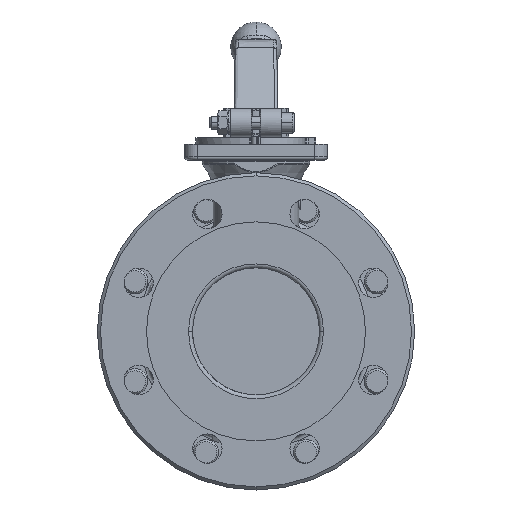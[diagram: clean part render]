
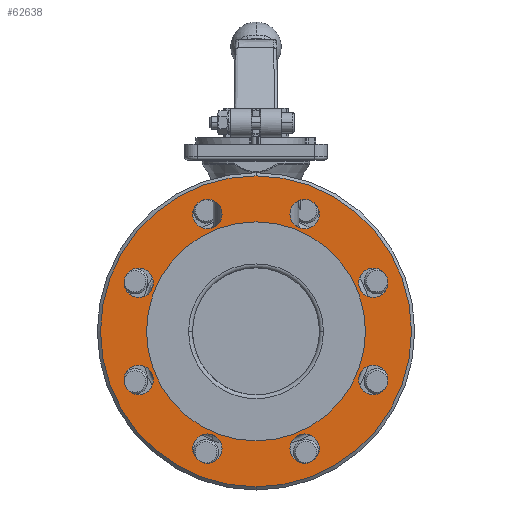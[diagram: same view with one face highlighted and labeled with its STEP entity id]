
A CAD part, left-side view. The second image highlights one B-rep face of the part: STEP entity #62638.
In plain terms, the highlighted planar face has unit normal (-1, 0, 0).
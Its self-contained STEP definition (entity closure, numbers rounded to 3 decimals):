
#52209=CARTESIAN_POINT('',(-68.,-64.66,30.615));
#52210=VERTEX_POINT('',#52209);
#52226=CARTESIAN_POINT('',(-68.,-83.16,30.615));
#52227=VERTEX_POINT('',#52226);
#52234=CARTESIAN_POINT('',(-68.,-73.91,30.615));
#52235=DIRECTION('',(1.,-0.,-0.));
#52236=DIRECTION('',(0.,1.,-0.));
#52237=AXIS2_PLACEMENT_3D('',#52234,#52235,#52236);
#52238=CIRCLE('',#52237,9.25);
#52239=EDGE_CURVE('',#52210,#52227,#52238,.T.);
#52252=CARTESIAN_POINT('',(-68.,-21.365,-73.91));
#52253=VERTEX_POINT('',#52252);
#52269=CARTESIAN_POINT('',(-68.,-39.865,-73.91));
#52270=VERTEX_POINT('',#52269);
#52277=CARTESIAN_POINT('',(-68.,-30.615,-73.91));
#52278=DIRECTION('',(1.,-0.,-0.));
#52279=DIRECTION('',(0.,1.,-0.));
#52280=AXIS2_PLACEMENT_3D('',#52277,#52278,#52279);
#52281=CIRCLE('',#52280,9.25);
#52282=EDGE_CURVE('',#52253,#52270,#52281,.T.);
#52295=CARTESIAN_POINT('',(-68.,83.16,-30.615));
#52296=VERTEX_POINT('',#52295);
#52312=CARTESIAN_POINT('',(-68.,64.66,-30.615));
#52313=VERTEX_POINT('',#52312);
#52320=CARTESIAN_POINT('',(-68.,73.91,-30.615));
#52321=DIRECTION('',(1.,-0.,-0.));
#52322=DIRECTION('',(0.,1.,-0.));
#52323=AXIS2_PLACEMENT_3D('',#52320,#52321,#52322);
#52324=CIRCLE('',#52323,9.25);
#52325=EDGE_CURVE('',#52296,#52313,#52324,.T.);
#52338=CARTESIAN_POINT('',(-68.,39.865,73.91));
#52339=VERTEX_POINT('',#52338);
#52355=CARTESIAN_POINT('',(-68.,21.365,73.91));
#52356=VERTEX_POINT('',#52355);
#52363=CARTESIAN_POINT('',(-68.,30.615,73.91));
#52364=DIRECTION('',(1.,-0.,-0.));
#52365=DIRECTION('',(0.,1.,-0.));
#52366=AXIS2_PLACEMENT_3D('',#52363,#52364,#52365);
#52367=CIRCLE('',#52366,9.25);
#52368=EDGE_CURVE('',#52339,#52356,#52367,.T.);
#52381=CARTESIAN_POINT('',(-68.,83.16,30.615));
#52382=VERTEX_POINT('',#52381);
#52398=CARTESIAN_POINT('',(-68.,64.66,30.615));
#52399=VERTEX_POINT('',#52398);
#52406=CARTESIAN_POINT('',(-68.,73.91,30.615));
#52407=DIRECTION('',(1.,-0.,-0.));
#52408=DIRECTION('',(0.,1.,-0.));
#52409=AXIS2_PLACEMENT_3D('',#52406,#52407,#52408);
#52410=CIRCLE('',#52409,9.25);
#52411=EDGE_CURVE('',#52382,#52399,#52410,.T.);
#52424=CARTESIAN_POINT('',(-68.,39.865,-73.91));
#52425=VERTEX_POINT('',#52424);
#52441=CARTESIAN_POINT('',(-68.,21.365,-73.91));
#52442=VERTEX_POINT('',#52441);
#52449=CARTESIAN_POINT('',(-68.,30.615,-73.91));
#52450=DIRECTION('',(1.,-0.,-0.));
#52451=DIRECTION('',(0.,1.,-0.));
#52452=AXIS2_PLACEMENT_3D('',#52449,#52450,#52451);
#52453=CIRCLE('',#52452,9.25);
#52454=EDGE_CURVE('',#52425,#52442,#52453,.T.);
#52467=CARTESIAN_POINT('',(-68.,-64.66,-30.615));
#52468=VERTEX_POINT('',#52467);
#52484=CARTESIAN_POINT('',(-68.,-83.16,-30.615));
#52485=VERTEX_POINT('',#52484);
#52492=CARTESIAN_POINT('',(-68.,-73.91,-30.615));
#52493=DIRECTION('',(1.,-0.,-0.));
#52494=DIRECTION('',(0.,1.,-0.));
#52495=AXIS2_PLACEMENT_3D('',#52492,#52493,#52494);
#52496=CIRCLE('',#52495,9.25);
#52497=EDGE_CURVE('',#52468,#52485,#52496,.T.);
#52510=CARTESIAN_POINT('',(-68.,-21.365,73.91));
#52511=VERTEX_POINT('',#52510);
#52527=CARTESIAN_POINT('',(-68.,-39.865,73.91));
#52528=VERTEX_POINT('',#52527);
#52535=CARTESIAN_POINT('',(-68.,-30.615,73.91));
#52536=DIRECTION('',(1.,-0.,-0.));
#52537=DIRECTION('',(0.,1.,-0.));
#52538=AXIS2_PLACEMENT_3D('',#52535,#52536,#52537);
#52539=CIRCLE('',#52538,9.25);
#52540=EDGE_CURVE('',#52511,#52528,#52539,.T.);
#52641=CARTESIAN_POINT('',(-68.,0.,69.));
#52642=VERTEX_POINT('',#52641);
#52658=CARTESIAN_POINT('',(-68.,-0.,-69.));
#52659=VERTEX_POINT('',#52658);
#52666=CARTESIAN_POINT('',(-68.,-0.,0.));
#52667=DIRECTION('',(1.,-0.,-0.));
#52668=DIRECTION('',(0.,0.,1.));
#52669=AXIS2_PLACEMENT_3D('',#52666,#52667,#52668);
#52670=CIRCLE('',#52669,69.);
#52671=EDGE_CURVE('',#52642,#52659,#52670,.T.);
#52682=CARTESIAN_POINT('',(-68.,0.,98.));
#52683=VERTEX_POINT('',#52682);
#52692=CARTESIAN_POINT('',(-68.,-0.,-98.));
#52693=VERTEX_POINT('',#52692);
#52694=CARTESIAN_POINT('',(-68.,-0.,0.));
#52695=DIRECTION('',(1.,0.,-0.));
#52696=DIRECTION('',(0.,0.,1.));
#52697=AXIS2_PLACEMENT_3D('',#52694,#52695,#52696);
#52698=CIRCLE('',#52697,98.);
#52699=EDGE_CURVE('',#52683,#52693,#52698,.T.);
#62528=CARTESIAN_POINT('',(-68.,-0.,0.));
#62529=DIRECTION('',(1.,0.,-0.));
#62530=DIRECTION('',(0.,0.,1.));
#62531=AXIS2_PLACEMENT_3D('',#62528,#62529,#62530);
#62532=CIRCLE('',#62531,98.);
#62533=EDGE_CURVE('',#52693,#52683,#62532,.T.);
#62539=CARTESIAN_POINT('',(-68.,0.,83.5));
#62540=DIRECTION('',(-1.,0.,0.));
#62541=DIRECTION('',(0.,-1.,0.));
#62542=AXIS2_PLACEMENT_3D('',#62539,#62540,#62541);
#62543=PLANE('',#62542);
#62544=ORIENTED_EDGE('',*,*,#62533,.F.);
#62545=ORIENTED_EDGE('',*,*,#52699,.F.);
#62546=EDGE_LOOP('',(#62544,#62545));
#62547=FACE_BOUND('',#62546,.T.);
#62548=CARTESIAN_POINT('',(-68.,-73.91,30.615));
#62549=DIRECTION('',(1.,-0.,-0.));
#62550=DIRECTION('',(0.,1.,-0.));
#62551=AXIS2_PLACEMENT_3D('',#62548,#62549,#62550);
#62552=CIRCLE('',#62551,9.25);
#62553=EDGE_CURVE('',#52227,#52210,#62552,.T.);
#62554=ORIENTED_EDGE('',*,*,#62553,.T.);
#62555=ORIENTED_EDGE('',*,*,#52239,.T.);
#62556=EDGE_LOOP('',(#62554,#62555));
#62557=FACE_BOUND('',#62556,.T.);
#62558=CARTESIAN_POINT('',(-68.,-30.615,-73.91));
#62559=DIRECTION('',(1.,-0.,-0.));
#62560=DIRECTION('',(0.,1.,-0.));
#62561=AXIS2_PLACEMENT_3D('',#62558,#62559,#62560);
#62562=CIRCLE('',#62561,9.25);
#62563=EDGE_CURVE('',#52270,#52253,#62562,.T.);
#62564=ORIENTED_EDGE('',*,*,#62563,.T.);
#62565=ORIENTED_EDGE('',*,*,#52282,.T.);
#62566=EDGE_LOOP('',(#62564,#62565));
#62567=FACE_BOUND('',#62566,.T.);
#62568=CARTESIAN_POINT('',(-68.,73.91,-30.615));
#62569=DIRECTION('',(1.,-0.,-0.));
#62570=DIRECTION('',(0.,1.,-0.));
#62571=AXIS2_PLACEMENT_3D('',#62568,#62569,#62570);
#62572=CIRCLE('',#62571,9.25);
#62573=EDGE_CURVE('',#52313,#52296,#62572,.T.);
#62574=ORIENTED_EDGE('',*,*,#62573,.T.);
#62575=ORIENTED_EDGE('',*,*,#52325,.T.);
#62576=EDGE_LOOP('',(#62574,#62575));
#62577=FACE_BOUND('',#62576,.T.);
#62578=CARTESIAN_POINT('',(-68.,30.615,73.91));
#62579=DIRECTION('',(1.,-0.,-0.));
#62580=DIRECTION('',(0.,1.,-0.));
#62581=AXIS2_PLACEMENT_3D('',#62578,#62579,#62580);
#62582=CIRCLE('',#62581,9.25);
#62583=EDGE_CURVE('',#52356,#52339,#62582,.T.);
#62584=ORIENTED_EDGE('',*,*,#62583,.T.);
#62585=ORIENTED_EDGE('',*,*,#52368,.T.);
#62586=EDGE_LOOP('',(#62584,#62585));
#62587=FACE_BOUND('',#62586,.T.);
#62588=CARTESIAN_POINT('',(-68.,73.91,30.615));
#62589=DIRECTION('',(1.,-0.,-0.));
#62590=DIRECTION('',(0.,1.,-0.));
#62591=AXIS2_PLACEMENT_3D('',#62588,#62589,#62590);
#62592=CIRCLE('',#62591,9.25);
#62593=EDGE_CURVE('',#52399,#52382,#62592,.T.);
#62594=ORIENTED_EDGE('',*,*,#62593,.T.);
#62595=ORIENTED_EDGE('',*,*,#52411,.T.);
#62596=EDGE_LOOP('',(#62594,#62595));
#62597=FACE_BOUND('',#62596,.T.);
#62598=CARTESIAN_POINT('',(-68.,30.615,-73.91));
#62599=DIRECTION('',(1.,-0.,-0.));
#62600=DIRECTION('',(0.,1.,-0.));
#62601=AXIS2_PLACEMENT_3D('',#62598,#62599,#62600);
#62602=CIRCLE('',#62601,9.25);
#62603=EDGE_CURVE('',#52442,#52425,#62602,.T.);
#62604=ORIENTED_EDGE('',*,*,#62603,.T.);
#62605=ORIENTED_EDGE('',*,*,#52454,.T.);
#62606=EDGE_LOOP('',(#62604,#62605));
#62607=FACE_BOUND('',#62606,.T.);
#62608=CARTESIAN_POINT('',(-68.,-73.91,-30.615));
#62609=DIRECTION('',(1.,-0.,-0.));
#62610=DIRECTION('',(0.,1.,-0.));
#62611=AXIS2_PLACEMENT_3D('',#62608,#62609,#62610);
#62612=CIRCLE('',#62611,9.25);
#62613=EDGE_CURVE('',#52485,#52468,#62612,.T.);
#62614=ORIENTED_EDGE('',*,*,#62613,.T.);
#62615=ORIENTED_EDGE('',*,*,#52497,.T.);
#62616=EDGE_LOOP('',(#62614,#62615));
#62617=FACE_BOUND('',#62616,.T.);
#62618=CARTESIAN_POINT('',(-68.,-30.615,73.91));
#62619=DIRECTION('',(1.,-0.,-0.));
#62620=DIRECTION('',(0.,1.,-0.));
#62621=AXIS2_PLACEMENT_3D('',#62618,#62619,#62620);
#62622=CIRCLE('',#62621,9.25);
#62623=EDGE_CURVE('',#52528,#52511,#62622,.T.);
#62624=ORIENTED_EDGE('',*,*,#62623,.T.);
#62625=ORIENTED_EDGE('',*,*,#52540,.T.);
#62626=EDGE_LOOP('',(#62624,#62625));
#62627=FACE_BOUND('',#62626,.T.);
#62628=CARTESIAN_POINT('',(-68.,-0.,0.));
#62629=DIRECTION('',(1.,-0.,-0.));
#62630=DIRECTION('',(0.,0.,1.));
#62631=AXIS2_PLACEMENT_3D('',#62628,#62629,#62630);
#62632=CIRCLE('',#62631,69.);
#62633=EDGE_CURVE('',#52659,#52642,#62632,.T.);
#62634=ORIENTED_EDGE('',*,*,#62633,.T.);
#62635=ORIENTED_EDGE('',*,*,#52671,.T.);
#62636=EDGE_LOOP('',(#62634,#62635));
#62637=FACE_BOUND('',#62636,.T.);
#62638=ADVANCED_FACE('',(#62547,#62557,#62567,#62577,#62587,#62597,#62607,#62617,#62627,#62637),#62543,.T.);
